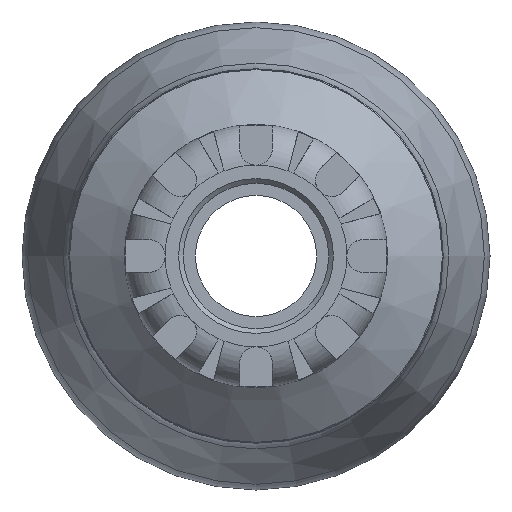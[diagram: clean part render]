
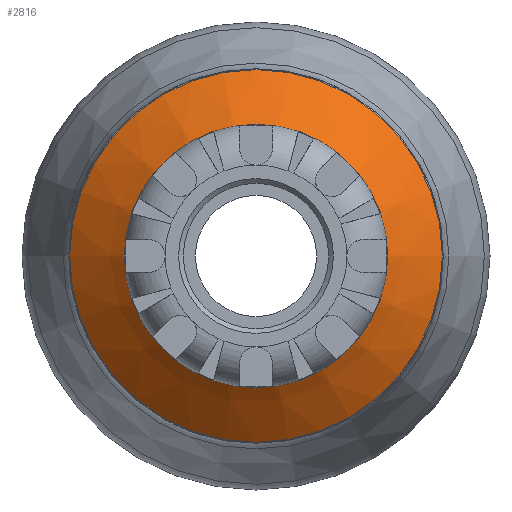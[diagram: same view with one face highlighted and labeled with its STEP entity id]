
A CAD part, left-side view. The second image highlights one B-rep face of the part: STEP entity #2816.
In plain terms, the highlighted conical face has half-angle 50 degrees and reference radius 32.2 mm.
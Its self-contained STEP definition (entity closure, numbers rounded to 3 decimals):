
#587=FACE_BOUND('',#815,.T.);
#635=FACE_OUTER_BOUND('',#814,.T.);
#814=EDGE_LOOP('',(#1938));
#815=EDGE_LOOP('',(#1939));
#1050=CIRCLE('',#3060,41.021);
#1052=CIRCLE('',#3063,23.379);
#1216=VERTEX_POINT('',#4571);
#1218=VERTEX_POINT('',#4576);
#1494=EDGE_CURVE('',#1216,#1216,#1050,.T.);
#1496=EDGE_CURVE('',#1218,#1218,#1052,.T.);
#1938=ORIENTED_EDGE('',*,*,#1496,.F.);
#1939=ORIENTED_EDGE('',*,*,#1494,.F.);
#2612=CONICAL_SURFACE('',#3062,32.2,50.);
#2816=ADVANCED_FACE('',(#635,#587),#2612,.T.);
#3060=AXIS2_PLACEMENT_3D('',#4572,#3497,#3498);
#3062=AXIS2_PLACEMENT_3D('',#4575,#3501,#3502);
#3063=AXIS2_PLACEMENT_3D('',#4577,#3503,#3504);
#3497=DIRECTION('center_axis',(1.,0.,0.));
#3498=DIRECTION('ref_axis',(0.,-1.,0.));
#3501=DIRECTION('center_axis',(1.,0.,0.));
#3502=DIRECTION('ref_axis',(0.,1.,0.));
#3503=DIRECTION('center_axis',(-1.,0.,0.));
#3504=DIRECTION('ref_axis',(0.,-1.,0.));
#4571=CARTESIAN_POINT('',(-3.046,41.021,0.));
#4572=CARTESIAN_POINT('Origin',(-3.046,0.,
0.));
#4575=CARTESIAN_POINT('Origin',(-10.448,0.,
0.));
#4576=CARTESIAN_POINT('',(-17.85,23.379,0.));
#4577=CARTESIAN_POINT('Origin',(-17.85,0.,0.));
